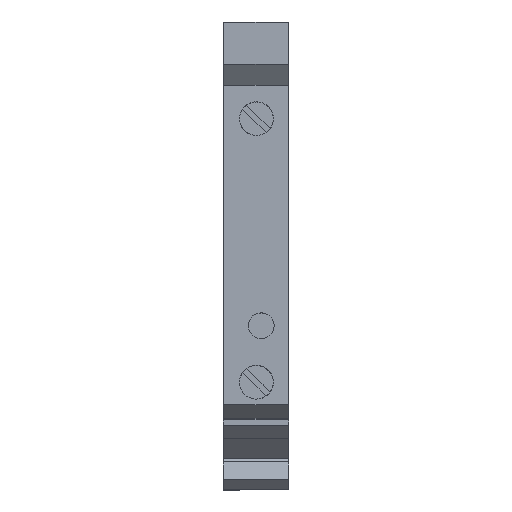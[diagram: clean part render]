
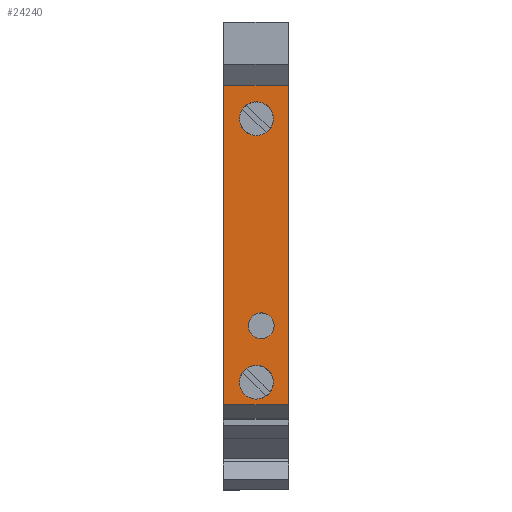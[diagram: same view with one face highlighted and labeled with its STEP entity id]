
A CAD part, top view. The second image highlights one B-rep face of the part: STEP entity #24240.
In plain terms, the highlighted face is planar.
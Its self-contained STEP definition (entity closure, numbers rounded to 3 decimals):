
#18460=CARTESIAN_POINT('',(10.465,119.275,
37.675));
#18470=VERTEX_POINT('',#18460);
#18500=CARTESIAN_POINT('',(33.268,119.275,
37.675));
#18510=DIRECTION('',(1.,0.,0.));
#18520=VECTOR('',#18510,1.);
#18530=LINE('',#18500,#18520);
#18540=CARTESIAN_POINT('',(50.14,119.275,
37.675));
#18550=VERTEX_POINT('',#18540);
#18560=EDGE_CURVE('',#18470,#18550,#18530,.T.);
#22210=CARTESIAN_POINT('',(50.14,119.275,
29.725));
#22220=VERTEX_POINT('',#22210);
#22250=CARTESIAN_POINT('',(33.268,119.275,
29.725));
#22260=DIRECTION('',(1.,0.,0.));
#22270=VECTOR('',#22260,1.);
#22280=LINE('',#22250,#22270);
#22290=CARTESIAN_POINT('',(10.465,119.275,
29.725));
#22300=VERTEX_POINT('',#22290);
#22310=EDGE_CURVE('',#22300,#22220,#22280,.T.);
#23340=CARTESIAN_POINT('',(43.865,119.275,
33.75));
#23350=VERTEX_POINT('',#23340);
#23430=CARTESIAN_POINT('',(48.065,119.275,
33.75));
#23440=VERTEX_POINT('',#23430);
#23470=CARTESIAN_POINT('',(45.965,119.275,
33.75));
#23480=DIRECTION('',(0.,-1.,0.));
#23490=DIRECTION('',(-1.,0.,0.));
#23500=AXIS2_PLACEMENT_3D('',#23470,#23480,#23490);
#23510=CIRCLE('',#23500,2.1);
#23520=EDGE_CURVE('',#23440,#23350,#23510,.T.);
#23640=CARTESIAN_POINT('',(10.758,119.275,
37.675));
#23650=DIRECTION('',(0.,-1.,0.));
#23660=DIRECTION('',(-1.,0.,0.));
#23670=AXIS2_PLACEMENT_3D('',#23640,#23650,#23660);
#23680=PLANE('',#23670);
#23690=ORIENTED_EDGE('',*,*,#18560,.T.);
#23700=CARTESIAN_POINT('',(10.465,119.275,
0.));
#23710=DIRECTION('',(0.,0.,1.));
#23720=VECTOR('',#23710,1.);
#23730=LINE('',#23700,#23720);
#23740=EDGE_CURVE('',#22300,#18470,#23730,.T.);
#23750=ORIENTED_EDGE('',*,*,#23740,.T.);
#23760=ORIENTED_EDGE('',*,*,#22310,.F.);
#23770=CARTESIAN_POINT('',(50.14,119.275,
37.675));
#23780=DIRECTION('',(0.,0.,-1.));
#23790=VECTOR('',#23780,1.);
#23800=LINE('',#23770,#23790);
#23810=EDGE_CURVE('',#18550,#22220,#23800,.T.);
#23820=ORIENTED_EDGE('',*,*,#23810,.T.);
#23830=EDGE_LOOP('',(#23820,#23760,#23750,#23690));
#23840=FACE_OUTER_BOUND('',#23830,.T.);
#23850=EDGE_CURVE('',#23350,#23440,#23510,.T.);
#23860=ORIENTED_EDGE('',*,*,#23850,.T.);
#23870=ORIENTED_EDGE('',*,*,#23520,.T.);
#23880=EDGE_LOOP('',(#23870,#23860));
#23890=FACE_BOUND('',#23880,.T.);
#23900=CARTESIAN_POINT('',(13.265,119.275,
33.75));
#23910=DIRECTION('',(0.,1.,0.));
#23920=DIRECTION('',(1.,0.,0.));
#23930=AXIS2_PLACEMENT_3D('',#23900,#23910,#23920);
#23940=CIRCLE('',#23930,2.1);
#23950=CARTESIAN_POINT('',(11.735,119.275,
32.312));
#23960=VERTEX_POINT('',#23950);
#23970=CARTESIAN_POINT('',(11.165,119.275,
33.75));
#23980=VERTEX_POINT('',#23970);
#23990=EDGE_CURVE('',#23960,#23980,#23940,.T.);
#24000=ORIENTED_EDGE('',*,*,#23990,.F.);
#24010=CARTESIAN_POINT('',(15.365,119.275,
33.75));
#24020=VERTEX_POINT('',#24010);
#24030=EDGE_CURVE('',#23980,#24020,#23940,.T.);
#24040=ORIENTED_EDGE('',*,*,#24030,.F.);
#24050=EDGE_CURVE('',#24020,#23960,#23940,.T.);
#24060=ORIENTED_EDGE('',*,*,#24050,.F.);
#24070=EDGE_LOOP('',(#24060,#24040,#24000));
#24080=FACE_BOUND('',#24070,.T.);
#24090=CARTESIAN_POINT('',(20.275,119.275,
34.352));
#24100=DIRECTION('',(0.,1.,0.));
#24110=DIRECTION('',(1.,0.,0.));
#24120=AXIS2_PLACEMENT_3D('',#24090,#24100,#24110);
#24130=CIRCLE('',#24120,1.6);
#24140=CARTESIAN_POINT('',(21.875,119.275,
34.352));
#24150=VERTEX_POINT('',#24140);
#24160=CARTESIAN_POINT('',(18.675,119.275,
34.352));
#24170=VERTEX_POINT('',#24160);
#24180=EDGE_CURVE('',#24150,#24170,#24130,.T.);
#24190=ORIENTED_EDGE('',*,*,#24180,.F.);
#24200=EDGE_CURVE('',#24170,#24150,#24130,.T.);
#24210=ORIENTED_EDGE('',*,*,#24200,.F.);
#24220=EDGE_LOOP('',(#24210,#24190));
#24230=FACE_BOUND('',#24220,.T.);
#24240=ADVANCED_FACE('',(#23840,#23890,#24080,#24230),#23680,.F.);
